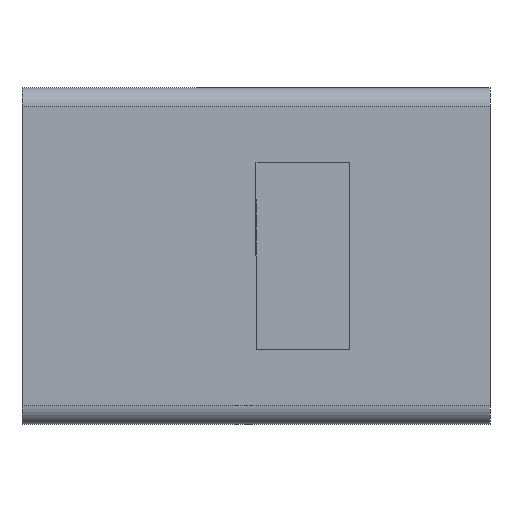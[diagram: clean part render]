
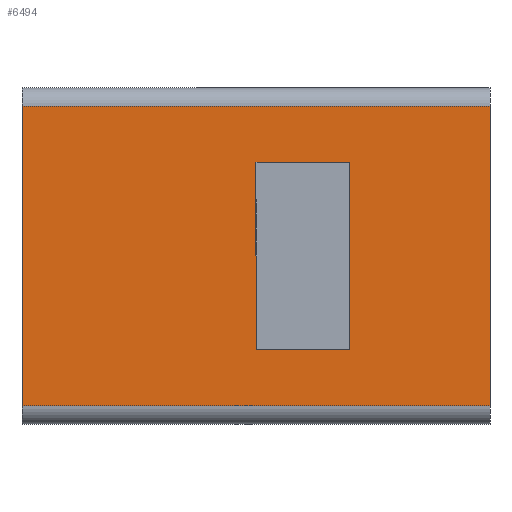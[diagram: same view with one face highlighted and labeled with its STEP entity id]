
A CAD part, front view. The second image highlights one B-rep face of the part: STEP entity #6494.
In plain terms, the highlighted planar face has unit normal (0, -1, 0).
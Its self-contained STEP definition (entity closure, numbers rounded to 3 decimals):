
#140 = PLANE ( 'NONE',  #2396 ) ;
#203 = CARTESIAN_POINT ( 'NONE',  ( 4.63, 0., 0. ) ) ;
#386 = DIRECTION ( 'NONE',  ( 0., 0., -1. ) ) ;
#458 = DIRECTION ( 'NONE',  ( 0., 0., -1. ) ) ;
#468 = CARTESIAN_POINT ( 'NONE',  ( 0., 0., -8.991 ) ) ;
#516 = CARTESIAN_POINT ( 'NONE',  ( -0.37, 0., 0. ) ) ;
#523 = ORIENTED_EDGE ( 'NONE', *, *, #6755, .F. ) ;
#685 = DIRECTION ( 'NONE',  ( 0., 0., 1. ) ) ;
#904 = EDGE_CURVE ( 'NONE', #4285, #4834, #3478, .T. ) ;
#939 = CARTESIAN_POINT ( 'NONE',  ( -12.87, 0., -9.991 ) ) ;
#976 = LINE ( 'NONE', #4405, #5203 ) ;
#1029 = DIRECTION ( 'NONE',  ( -1., 0., 0. ) ) ;
#1087 = DIRECTION ( 'NONE',  ( 1., 0., 0. ) ) ;
#1115 = CARTESIAN_POINT ( 'NONE',  ( -12.87, 0., -8.991 ) ) ;
#1119 = EDGE_LOOP ( 'NONE', ( #3343, #4382, #2801, #523 ) ) ;
#1240 = EDGE_LOOP ( 'NONE', ( #4409, #1578, #3164, #6832 ) ) ;
#1316 = VERTEX_POINT ( 'NONE', #6393 ) ;
#1433 = CARTESIAN_POINT ( 'NONE',  ( 0., 0., 4.009 ) ) ;
#1578 = ORIENTED_EDGE ( 'NONE', *, *, #3525, .T. ) ;
#1654 = DIRECTION ( 'NONE',  ( 0., 0., 1. ) ) ;
#1671 = LINE ( 'NONE', #468, #4431 ) ;
#1861 = FACE_BOUND ( 'NONE', #1119, .T. ) ;
#1869 = LINE ( 'NONE', #939, #4641 ) ;
#1938 = LINE ( 'NONE', #1433, #6171 ) ;
#1988 = DIRECTION ( 'NONE',  ( -1., 0., 0. ) ) ;
#2359 = CARTESIAN_POINT ( 'NONE',  ( -0.37, 0., -5.991 ) ) ;
#2396 = AXIS2_PLACEMENT_3D ( 'NONE', #6729, #3997, #685 ) ;
#2739 = VERTEX_POINT ( 'NONE', #5326 ) ;
#2801 = ORIENTED_EDGE ( 'NONE', *, *, #904, .F. ) ;
#2804 = LINE ( 'NONE', #203, #5574 ) ;
#2982 = VERTEX_POINT ( 'NONE', #4288 ) ;
#3035 = EDGE_CURVE ( 'NONE', #4459, #2739, #4093, .T. ) ;
#3065 = VERTEX_POINT ( 'NONE', #1115 ) ;
#3164 = ORIENTED_EDGE ( 'NONE', *, *, #3035, .F. ) ;
#3343 = ORIENTED_EDGE ( 'NONE', *, *, #6606, .F. ) ;
#3421 = EDGE_CURVE ( 'NONE', #1316, #3065, #1671, .T. ) ;
#3478 = LINE ( 'NONE', #516, #5385 ) ;
#3491 = FACE_OUTER_BOUND ( 'NONE', #1240, .T. ) ;
#3521 = CARTESIAN_POINT ( 'NONE',  ( -0.37, 0., 4.009 ) ) ;
#3525 = EDGE_CURVE ( 'NONE', #1316, #2739, #976, .T. ) ;
#3773 = LINE ( 'NONE', #5987, #6531 ) ;
#3997 = DIRECTION ( 'NONE',  ( 0., 1., 0. ) ) ;
#4054 = EDGE_CURVE ( 'NONE', #4834, #2982, #3773, .T. ) ;
#4093 = LINE ( 'NONE', #7115, #5211 ) ;
#4209 = CARTESIAN_POINT ( 'NONE',  ( 4.63, 0., 4.009 ) ) ;
#4285 = VERTEX_POINT ( 'NONE', #3521 ) ;
#4288 = CARTESIAN_POINT ( 'NONE',  ( 4.63, 0., -5.991 ) ) ;
#4382 = ORIENTED_EDGE ( 'NONE', *, *, #4054, .F. ) ;
#4405 = CARTESIAN_POINT ( 'NONE',  ( 12.13, 0., -9.991 ) ) ;
#4409 = ORIENTED_EDGE ( 'NONE', *, *, #3421, .F. ) ;
#4431 = VECTOR ( 'NONE', #1029, 1000. ) ;
#4459 = VERTEX_POINT ( 'NONE', #6813 ) ;
#4641 = VECTOR ( 'NONE', #386, 1000. ) ;
#4834 = VERTEX_POINT ( 'NONE', #2359 ) ;
#5203 = VECTOR ( 'NONE', #1654, 1000. ) ;
#5211 = VECTOR ( 'NONE', #1087, 1000. ) ;
#5326 = CARTESIAN_POINT ( 'NONE',  ( 12.13, 0., 7.009 ) ) ;
#5385 = VECTOR ( 'NONE', #458, 1000. ) ;
#5574 = VECTOR ( 'NONE', #6796, 1000. ) ;
#5985 = EDGE_CURVE ( 'NONE', #4459, #3065, #1869, .T. ) ;
#5987 = CARTESIAN_POINT ( 'NONE',  ( 0., 0., -5.991 ) ) ;
#6171 = VECTOR ( 'NONE', #1988, 1000. ) ;
#6393 = CARTESIAN_POINT ( 'NONE',  ( 12.13, 0., -8.991 ) ) ;
#6494 = ADVANCED_FACE ( 'NONE', ( #3491, #1861 ), #140, .F. ) ;
#6531 = VECTOR ( 'NONE', #7082, 1000. ) ;
#6606 = EDGE_CURVE ( 'NONE', #2982, #6800, #2804, .T. ) ;
#6729 = CARTESIAN_POINT ( 'NONE',  ( 0., 0., 0. ) ) ;
#6755 = EDGE_CURVE ( 'NONE', #6800, #4285, #1938, .T. ) ;
#6796 = DIRECTION ( 'NONE',  ( 0., 0., 1. ) ) ;
#6800 = VERTEX_POINT ( 'NONE', #4209 ) ;
#6813 = CARTESIAN_POINT ( 'NONE',  ( -12.87, 0., 7.009 ) ) ;
#6832 = ORIENTED_EDGE ( 'NONE', *, *, #5985, .T. ) ;
#7082 = DIRECTION ( 'NONE',  ( 1., 0., 0. ) ) ;
#7115 = CARTESIAN_POINT ( 'NONE',  ( -12.87, 0., 7.009 ) ) ;
